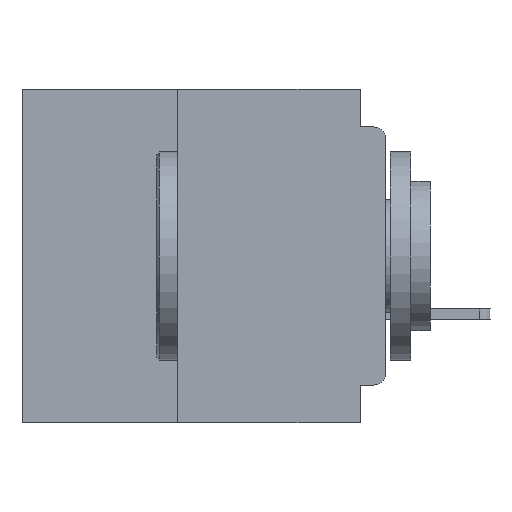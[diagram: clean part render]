
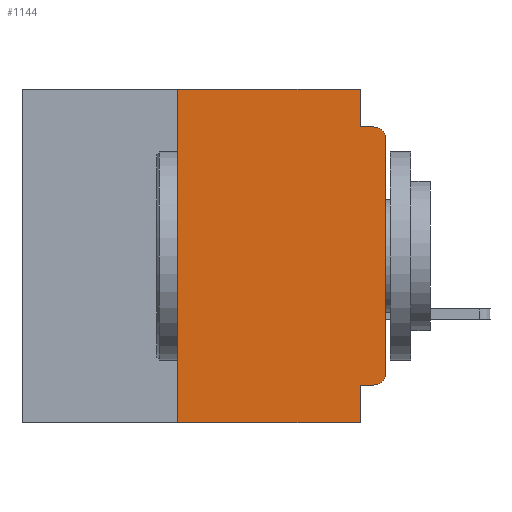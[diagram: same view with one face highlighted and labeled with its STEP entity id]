
A CAD part, left-side view. The second image highlights one B-rep face of the part: STEP entity #1144.
In plain terms, the highlighted planar face has unit normal (-1, 0, 0).
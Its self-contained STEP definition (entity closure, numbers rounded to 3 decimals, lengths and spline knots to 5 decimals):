
#1144 = ADVANCED_FACE ( 'NONE', ( #46764 ), #13852, .F. ) ;
#1490 = ORIENTED_EDGE ( 'NONE', *, *, #11144, .T. ) ;
#2633 = DIRECTION ( 'NONE',  ( -1., 0., 0. ) ) ;
#3511 = CARTESIAN_POINT ( 'NONE',  ( 0., 0.437, 0. ) ) ;
#4016 = CARTESIAN_POINT ( 'NONE',  ( 0., 0.25, -0.4 ) ) ;
#5186 = VECTOR ( 'NONE', #67258, 39.37008 ) ;
#5710 = ORIENTED_EDGE ( 'NONE', *, *, #61467, .F. ) ;
#6638 = VERTEX_POINT ( 'NONE', #26547 ) ;
#7215 = LINE ( 'NONE', #25663, #60769 ) ;
#8306 = LINE ( 'NONE', #46242, #18841 ) ;
#8735 = LINE ( 'NONE', #64701, #62274 ) ;
#8799 = VERTEX_POINT ( 'NONE', #9609 ) ;
#9609 = CARTESIAN_POINT ( 'NONE',  ( 0., 0.031, -0.4 ) ) ;
#10125 = AXIS2_PLACEMENT_3D ( 'NONE', #39582, #27877, #33268 ) ;
#10377 = CARTESIAN_POINT ( 'NONE',  ( 0., 0.031, -0.355 ) ) ;
#10770 = ORIENTED_EDGE ( 'NONE', *, *, #49771, .T. ) ;
#11144 = EDGE_CURVE ( 'NONE', #24634, #47214, #21691, .T. ) ;
#12681 = LINE ( 'NONE', #3511, #54021 ) ;
#13852 = PLANE ( 'NONE',  #10125 ) ;
#14799 = CARTESIAN_POINT ( 'NONE',  ( 0., 0., -0.34 ) ) ;
#14975 = EDGE_CURVE ( 'NONE', #44333, #53148, #18995, .T. ) ;
#15157 = DIRECTION ( 'NONE',  ( 0., -1., 0. ) ) ;
#15434 = VERTEX_POINT ( 'NONE', #35303 ) ;
#16636 = DIRECTION ( 'NONE',  ( -1., 0., 0. ) ) ;
#18746 = CARTESIAN_POINT ( 'NONE',  ( 0., 0.031, -0.4 ) ) ;
#18841 = VECTOR ( 'NONE', #15157, 39.37008 ) ;
#18966 = DIRECTION ( 'NONE',  ( 0., 0., -1. ) ) ;
#18995 = LINE ( 'NONE', #41187, #5186 ) ;
#21364 = AXIS2_PLACEMENT_3D ( 'NONE', #47706, #16636, #52890 ) ;
#21691 = CIRCLE ( 'NONE', #50543, 0.015 ) ;
#21917 = CARTESIAN_POINT ( 'NONE',  ( 0., 0.015, -0.045 ) ) ;
#23935 = ORIENTED_EDGE ( 'NONE', *, *, #53312, .F. ) ;
#24401 = ORIENTED_EDGE ( 'NONE', *, *, #38496, .F. ) ;
#24634 = VERTEX_POINT ( 'NONE', #34485 ) ;
#25663 = CARTESIAN_POINT ( 'NONE',  ( 0., 0., 0. ) ) ;
#26547 = CARTESIAN_POINT ( 'NONE',  ( 0., 0.015, -0.355 ) ) ;
#26838 = LINE ( 'NONE', #18746, #52740 ) ;
#27877 = DIRECTION ( 'NONE',  ( 1., 0., 0. ) ) ;
#29059 = VECTOR ( 'NONE', #66178, 39.37008 ) ;
#31005 = ORIENTED_EDGE ( 'NONE', *, *, #65469, .F. ) ;
#33268 = DIRECTION ( 'NONE',  ( 0., 0., -1. ) ) ;
#33746 = CARTESIAN_POINT ( 'NONE',  ( 0., 0.015, -0.06 ) ) ;
#34485 = CARTESIAN_POINT ( 'NONE',  ( 0., 0., -0.06 ) ) ;
#34643 = DIRECTION ( 'NONE',  ( 0., -1., 0. ) ) ;
#34976 = ORIENTED_EDGE ( 'NONE', *, *, #14975, .F. ) ;
#35303 = CARTESIAN_POINT ( 'NONE',  ( 0., 0.25, -0.4 ) ) ;
#35649 = EDGE_CURVE ( 'NONE', #52636, #24634, #7215, .T. ) ;
#38496 = EDGE_CURVE ( 'NONE', #63398, #8799, #26838, .T. ) ;
#38935 = DIRECTION ( 'NONE',  ( 0., 0., -1. ) ) ;
#39121 = DIRECTION ( 'NONE',  ( 0., -1., 0. ) ) ;
#39582 = CARTESIAN_POINT ( 'NONE',  ( 0., 0.437, 0. ) ) ;
#39726 = CARTESIAN_POINT ( 'NONE',  ( 0., 0.031, -0.045 ) ) ;
#40657 = EDGE_CURVE ( 'NONE', #15434, #8799, #8735, .T. ) ;
#41187 = CARTESIAN_POINT ( 'NONE',  ( 0., 0.031, 0. ) ) ;
#41959 = ORIENTED_EDGE ( 'NONE', *, *, #35649, .T. ) ;
#42863 = VECTOR ( 'NONE', #65162, 39.37008 ) ;
#44333 = VERTEX_POINT ( 'NONE', #63305 ) ;
#44428 = LINE ( 'NONE', #4016, #29059 ) ;
#44473 = LINE ( 'NONE', #49506, #42863 ) ;
#46242 = CARTESIAN_POINT ( 'NONE',  ( 0., 0., -0.045 ) ) ;
#46764 = FACE_OUTER_BOUND ( 'NONE', #50263, .T. ) ;
#47214 = VERTEX_POINT ( 'NONE', #21917 ) ;
#47511 = ORIENTED_EDGE ( 'NONE', *, *, #51300, .F. ) ;
#47706 = CARTESIAN_POINT ( 'NONE',  ( 0., 0.015, -0.34 ) ) ;
#49032 = CARTESIAN_POINT ( 'NONE',  ( 0., 0.25, 0. ) ) ;
#49506 = CARTESIAN_POINT ( 'NONE',  ( 0., 0., -0.355 ) ) ;
#49771 = EDGE_CURVE ( 'NONE', #6638, #52636, #64159, .T. ) ;
#50263 = EDGE_LOOP ( 'NONE', ( #41959, #1490, #23935, #34976, #47511, #5710, #66168, #24401, #31005, #10770 ) ) ;
#50543 = AXIS2_PLACEMENT_3D ( 'NONE', #33746, #2633, #38935 ) ;
#51300 = EDGE_CURVE ( 'NONE', #60329, #44333, #12681, .T. ) ;
#52636 = VERTEX_POINT ( 'NONE', #14799 ) ;
#52740 = VECTOR ( 'NONE', #18966, 39.37008 ) ;
#52890 = DIRECTION ( 'NONE',  ( 0., 0., -1. ) ) ;
#53148 = VERTEX_POINT ( 'NONE', #39726 ) ;
#53312 = EDGE_CURVE ( 'NONE', #53148, #47214, #8306, .T. ) ;
#54021 = VECTOR ( 'NONE', #34643, 39.37008 ) ;
#56658 = DIRECTION ( 'NONE',  ( 0., 0., 1. ) ) ;
#60329 = VERTEX_POINT ( 'NONE', #49032 ) ;
#60769 = VECTOR ( 'NONE', #56658, 39.37008 ) ;
#61467 = EDGE_CURVE ( 'NONE', #15434, #60329, #44428, .T. ) ;
#62274 = VECTOR ( 'NONE', #39121, 39.37008 ) ;
#63305 = CARTESIAN_POINT ( 'NONE',  ( 0., 0.031, 0. ) ) ;
#63398 = VERTEX_POINT ( 'NONE', #10377 ) ;
#64159 = CIRCLE ( 'NONE', #21364, 0.015 ) ;
#64701 = CARTESIAN_POINT ( 'NONE',  ( 0., 0.437, -0.4 ) ) ;
#65162 = DIRECTION ( 'NONE',  ( 0., 1., 0. ) ) ;
#65469 = EDGE_CURVE ( 'NONE', #6638, #63398, #44473, .T. ) ;
#66168 = ORIENTED_EDGE ( 'NONE', *, *, #40657, .T. ) ;
#66178 = DIRECTION ( 'NONE',  ( 0., 0., 1. ) ) ;
#67258 = DIRECTION ( 'NONE',  ( 0., 0., -1. ) ) ;
